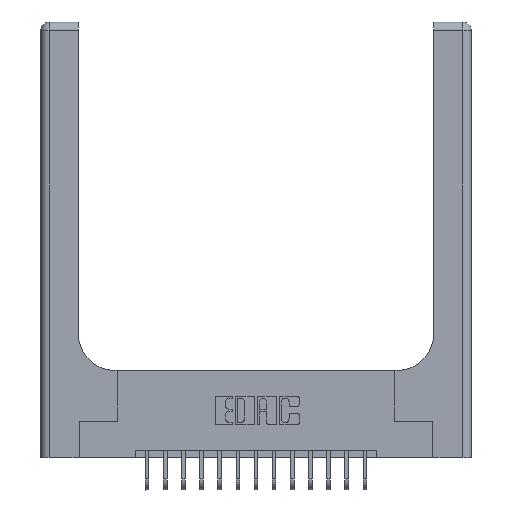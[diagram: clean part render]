
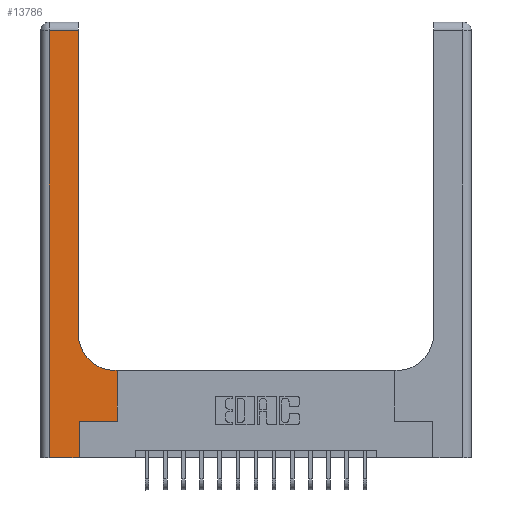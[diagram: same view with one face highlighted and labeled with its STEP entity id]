
A CAD part, top view. The second image highlights one B-rep face of the part: STEP entity #13786.
In plain terms, the highlighted planar face has unit normal (0, 0, 1).
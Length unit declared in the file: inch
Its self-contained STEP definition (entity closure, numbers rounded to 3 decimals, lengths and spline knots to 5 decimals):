
#81 = VECTOR ( 'NONE', #6849, 39.37008 ) ;
#820 = VECTOR ( 'NONE', #3580, 39.37008 ) ;
#946 = CIRCLE ( 'NONE', #2544, 0.25 ) ;
#1495 = LINE ( 'NONE', #10404, #2277 ) ;
#2277 = VECTOR ( 'NONE', #18413, 39.37008 ) ;
#2486 = CARTESIAN_POINT ( 'NONE',  ( 0., 2.94, 0.37 ) ) ;
#2544 = AXIS2_PLACEMENT_3D ( 'NONE', #6191, #4591, #12294 ) ;
#2655 = CARTESIAN_POINT ( 'NONE',  ( 0.26, 3., 0.37 ) ) ;
#3016 = VERTEX_POINT ( 'NONE', #8991 ) ;
#3580 = DIRECTION ( 'NONE',  ( 0., -1., 0. ) ) ;
#3722 = DIRECTION ( 'NONE',  ( 0., 1., 0. ) ) ;
#3928 = LINE ( 'NONE', #5218, #12079 ) ;
#4138 = ORIENTED_EDGE ( 'NONE', *, *, #12427, .T. ) ;
#4146 = ORIENTED_EDGE ( 'NONE', *, *, #13967, .T. ) ;
#4187 = DIRECTION ( 'NONE',  ( 1., 0., 0. ) ) ;
#4591 = DIRECTION ( 'NONE',  ( 0., 0., -1. ) ) ;
#4719 = VERTEX_POINT ( 'NONE', #13557 ) ;
#4923 = EDGE_CURVE ( 'NONE', #4719, #16741, #9963, .T. ) ;
#5218 = CARTESIAN_POINT ( 'NONE',  ( 0.265, 0., 0.37 ) ) ;
#5827 = CARTESIAN_POINT ( 'NONE',  ( 0.265, 0.25, 0.37 ) ) ;
#5914 = EDGE_CURVE ( 'NONE', #3016, #10551, #18702, .T. ) ;
#6191 = CARTESIAN_POINT ( 'NONE',  ( 0.51, 0.85, 0.37 ) ) ;
#6716 = EDGE_CURVE ( 'NONE', #17226, #16235, #3928, .T. ) ;
#6738 = AXIS2_PLACEMENT_3D ( 'NONE', #10700, #9197, #16717 ) ;
#6849 = DIRECTION ( 'NONE',  ( 0., 1., 0. ) ) ;
#6917 = CARTESIAN_POINT ( 'NONE',  ( 0.528, 0.25, 0.37 ) ) ;
#7212 = CARTESIAN_POINT ( 'NONE',  ( 0.265, 0.25, 0.37 ) ) ;
#7596 = EDGE_CURVE ( 'NONE', #15297, #11370, #19194, .T. ) ;
#7929 = EDGE_CURVE ( 'NONE', #16235, #7995, #12920, .T. ) ;
#7995 = VERTEX_POINT ( 'NONE', #6917 ) ;
#8115 = VECTOR ( 'NONE', #4187, 39.37008 ) ;
#8327 = VECTOR ( 'NONE', #19103, 39.37008 ) ;
#8743 = EDGE_LOOP ( 'NONE', ( #17552, #4146, #15818, #11893, #14503, #19503, #13376, #15370, #4138 ) ) ;
#8991 = CARTESIAN_POINT ( 'NONE',  ( 0.06, 2.94, 0.37 ) ) ;
#9100 = FACE_OUTER_BOUND ( 'NONE', #8743, .T. ) ;
#9197 = DIRECTION ( 'NONE',  ( 0., 0., -1. ) ) ;
#9401 = VECTOR ( 'NONE', #17405, 39.37008 ) ;
#9963 = LINE ( 'NONE', #2655, #81 ) ;
#10404 = CARTESIAN_POINT ( 'NONE',  ( 0.528, 0.25, 0.37 ) ) ;
#10551 = VERTEX_POINT ( 'NONE', #12736 ) ;
#10700 = CARTESIAN_POINT ( 'NONE',  ( 0., 3., 0.37 ) ) ;
#10805 = CARTESIAN_POINT ( 'NONE',  ( 0.26, 2.94, 0.37 ) ) ;
#11370 = VERTEX_POINT ( 'NONE', #12499 ) ;
#11893 = ORIENTED_EDGE ( 'NONE', *, *, #19586, .T. ) ;
#12079 = VECTOR ( 'NONE', #3722, 39.37008 ) ;
#12294 = DIRECTION ( 'NONE',  ( 1., 0., 0. ) ) ;
#12427 = EDGE_CURVE ( 'NONE', #11370, #4719, #946, .T. ) ;
#12499 = CARTESIAN_POINT ( 'NONE',  ( 0.51, 0.6, 0.37 ) ) ;
#12736 = CARTESIAN_POINT ( 'NONE',  ( 0.06, 0., 0.37 ) ) ;
#12920 = LINE ( 'NONE', #7212, #15567 ) ;
#12964 = CARTESIAN_POINT ( 'NONE',  ( 0.26, 0.6, 0.37 ) ) ;
#13120 = DIRECTION ( 'NONE',  ( 1., 0., 0. ) ) ;
#13183 = CARTESIAN_POINT ( 'NONE',  ( 0.528, 0.6, 0.37 ) ) ;
#13376 = ORIENTED_EDGE ( 'NONE', *, *, #13789, .T. ) ;
#13557 = CARTESIAN_POINT ( 'NONE',  ( 0.26, 0.85, 0.37 ) ) ;
#13786 = ADVANCED_FACE ( 'NONE', ( #9100 ), #15202, .F. ) ;
#13789 = EDGE_CURVE ( 'NONE', #7995, #15297, #1495, .T. ) ;
#13967 = EDGE_CURVE ( 'NONE', #16741, #3016, #19402, .T. ) ;
#14177 = CARTESIAN_POINT ( 'NONE',  ( 0.06, 3., 0.37 ) ) ;
#14503 = ORIENTED_EDGE ( 'NONE', *, *, #6716, .T. ) ;
#15202 = PLANE ( 'NONE',  #6738 ) ;
#15297 = VERTEX_POINT ( 'NONE', #13183 ) ;
#15370 = ORIENTED_EDGE ( 'NONE', *, *, #7596, .T. ) ;
#15567 = VECTOR ( 'NONE', #13120, 39.37008 ) ;
#15818 = ORIENTED_EDGE ( 'NONE', *, *, #5914, .T. ) ;
#16198 = LINE ( 'NONE', #18016, #8115 ) ;
#16235 = VERTEX_POINT ( 'NONE', #5827 ) ;
#16717 = DIRECTION ( 'NONE',  ( -1., 0., 0. ) ) ;
#16741 = VERTEX_POINT ( 'NONE', #10805 ) ;
#17226 = VERTEX_POINT ( 'NONE', #18677 ) ;
#17405 = DIRECTION ( 'NONE',  ( -1., 0., 0. ) ) ;
#17552 = ORIENTED_EDGE ( 'NONE', *, *, #4923, .T. ) ;
#18016 = CARTESIAN_POINT ( 'NONE',  ( 0., 0., 0.37 ) ) ;
#18413 = DIRECTION ( 'NONE',  ( 0., 1., 0. ) ) ;
#18677 = CARTESIAN_POINT ( 'NONE',  ( 0.265, 0., 0.37 ) ) ;
#18702 = LINE ( 'NONE', #14177, #820 ) ;
#19103 = DIRECTION ( 'NONE',  ( -1., 0., 0. ) ) ;
#19194 = LINE ( 'NONE', #12964, #9401 ) ;
#19402 = LINE ( 'NONE', #2486, #8327 ) ;
#19503 = ORIENTED_EDGE ( 'NONE', *, *, #7929, .T. ) ;
#19586 = EDGE_CURVE ( 'NONE', #10551, #17226, #16198, .T. ) ;
